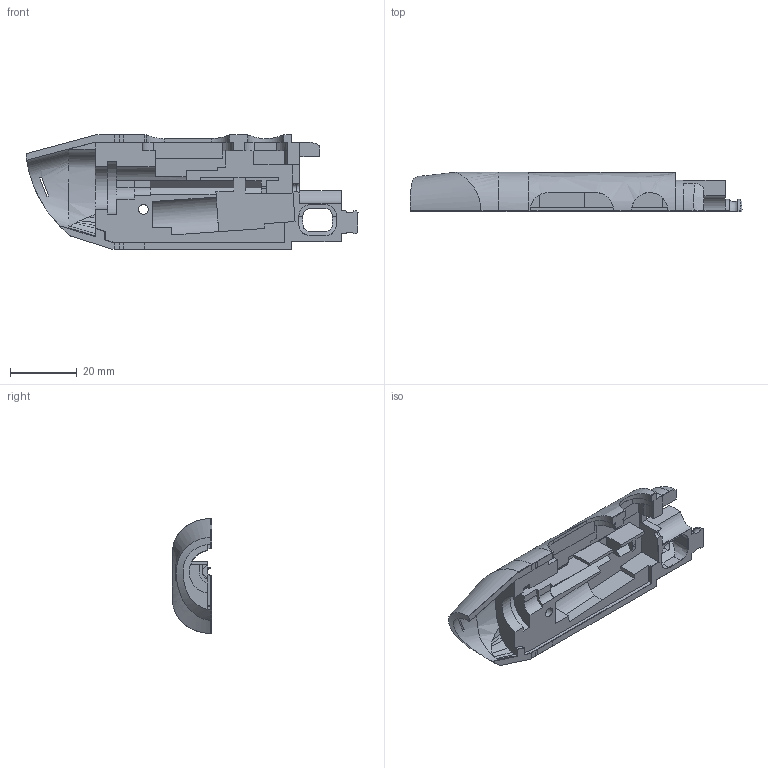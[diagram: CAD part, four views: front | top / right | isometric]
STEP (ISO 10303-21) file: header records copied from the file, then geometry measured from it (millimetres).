
FILE_DESCRIPTION(/* description */ (''),/* implementation_level */ '2;1');
FILE_NAME(/* name */ '3D_DRAW_L.step',/* time_stamp */ '2020-03-10T16:30:48+01:00',/* author */ (''),/* organization */ (''),/* preprocessor_version */ 'ST-DEVELOPER v18',/* originating_system */ 'Autodesk Translation Framework v8.12.0.6',/* authorisation */ '');
FILE_SCHEMA (('AUTOMOTIVE_DESIGN { 1 0 10303 214 3 1 1 }'));
Length unit declared in the file: millimetre
Products named in the file (1): FusionComponent
Bounding box: 99.56 x 11.7 x 34.41 mm (x, y, z)
Volume: 15156.8 mm3; surface area: 9336.2 mm2
Topology: 1 solids, 1 shells, 239 faces, 641 edges, 403 vertices
Faces by surface type: plane 168, bspline 43, cylinder 25, cone 2, torus 1
Full cylindrical faces by diameter (mm): 2.9 x1, 5.3 x1
Entity records: 15728 total; most frequent: CARTESIAN_POINT 9998, ORIENTED_EDGE 1282, DIRECTION 1018, EDGE_CURVE 641, LINE 468, VECTOR 468, VERTEX_POINT 403, AXIS2_PLACEMENT_3D 275
